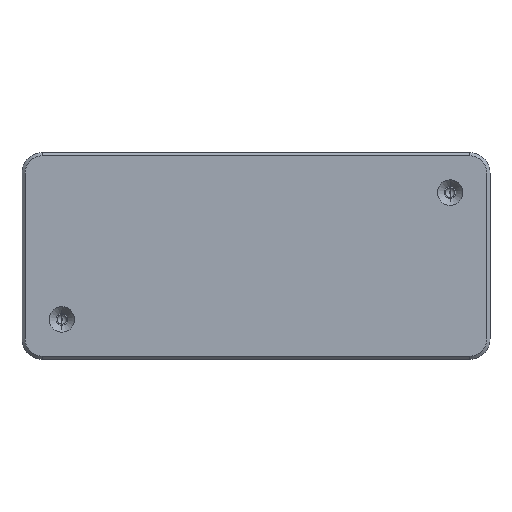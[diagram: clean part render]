
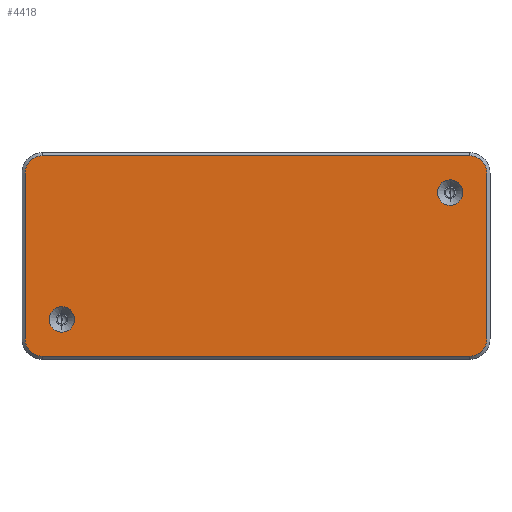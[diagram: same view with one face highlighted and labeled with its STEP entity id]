
A CAD part, front view. The second image highlights one B-rep face of the part: STEP entity #4418.
In plain terms, the highlighted planar face has unit normal (0, -1, 0).
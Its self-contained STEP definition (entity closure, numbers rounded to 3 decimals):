
#36 = DIRECTION ( 'NONE',  ( 0., 0., 1. ) ) ;
#404 = DIRECTION ( 'NONE',  ( 0., 0., 1. ) ) ;
#480 = CIRCLE ( 'NONE', #1534, 3.4 ) ;
#561 = EDGE_CURVE ( 'NONE', #4264, #1988, #6451, .T. ) ;
#728 = ORIENTED_EDGE ( 'NONE', *, *, #6874, .T. ) ;
#828 = EDGE_CURVE ( 'NONE', #1492, #2974, #7809, .T. ) ;
#867 = CARTESIAN_POINT ( 'NONE',  ( 42.1, -2., -19.75 ) ) ;
#1079 = AXIS2_PLACEMENT_3D ( 'NONE', #6359, #7107, #1385 ) ;
#1092 = CARTESIAN_POINT ( 'NONE',  ( -42.1, -2., 19.75 ) ) ;
#1190 = VERTEX_POINT ( 'NONE', #4599 ) ;
#1242 = DIRECTION ( 'NONE',  ( 0., 0., 1. ) ) ;
#1258 = DIRECTION ( 'NONE',  ( 0., 0., -1. ) ) ;
#1282 = VECTOR ( 'NONE', #1258, 1000. ) ;
#1304 = AXIS2_PLACEMENT_3D ( 'NONE', #5181, #7729, #7103 ) ;
#1385 = DIRECTION ( 'NONE',  ( 0., 0., 1. ) ) ;
#1492 = VERTEX_POINT ( 'NONE', #2193 ) ;
#1534 = AXIS2_PLACEMENT_3D ( 'NONE', #6127, #7336, #404 ) ;
#1541 = ORIENTED_EDGE ( 'NONE', *, *, #7270, .T. ) ;
#1587 = CIRCLE ( 'NONE', #5058, 3.4 ) ;
#1606 = CARTESIAN_POINT ( 'NONE',  ( -42.1, -2., -19.75 ) ) ;
#1611 = CARTESIAN_POINT ( 'NONE',  ( -45.5, -2., -16.35 ) ) ;
#1697 = VECTOR ( 'NONE', #7699, 1000. ) ;
#1804 = DIRECTION ( 'NONE',  ( 0., 1., 0. ) ) ;
#1988 = VERTEX_POINT ( 'NONE', #2810 ) ;
#2064 = VERTEX_POINT ( 'NONE', #1092 ) ;
#2081 = CIRCLE ( 'NONE', #6765, 3.4 ) ;
#2087 = VERTEX_POINT ( 'NONE', #4349 ) ;
#2193 = CARTESIAN_POINT ( 'NONE',  ( -38.25, -2., -10. ) ) ;
#2204 = ORIENTED_EDGE ( 'NONE', *, *, #5023, .T. ) ;
#2210 = DIRECTION ( 'NONE',  ( 0., -1., 0. ) ) ;
#2265 = EDGE_LOOP ( 'NONE', ( #2706, #4709 ) ) ;
#2348 = CARTESIAN_POINT ( 'NONE',  ( -38.25, -2., -15. ) ) ;
#2361 = CARTESIAN_POINT ( 'NONE',  ( 0., -2., -19.75 ) ) ;
#2369 = VERTEX_POINT ( 'NONE', #1606 ) ;
#2706 = ORIENTED_EDGE ( 'NONE', *, *, #7151, .T. ) ;
#2714 = EDGE_CURVE ( 'NONE', #7506, #4040, #4947, .T. ) ;
#2715 = CARTESIAN_POINT ( 'NONE',  ( 38.25, -2., 10. ) ) ;
#2810 = CARTESIAN_POINT ( 'NONE',  ( 45.5, -2., 16.35 ) ) ;
#2974 = VERTEX_POINT ( 'NONE', #2348 ) ;
#3287 = CIRCLE ( 'NONE', #4892, 2.5 ) ;
#3344 = DIRECTION ( 'NONE',  ( 0., -1., 0. ) ) ;
#3380 = CARTESIAN_POINT ( 'NONE',  ( -42.1, -2., -16.35 ) ) ;
#3383 = VERTEX_POINT ( 'NONE', #867 ) ;
#3464 = DIRECTION ( 'NONE',  ( 0., 0., 1. ) ) ;
#3604 = CARTESIAN_POINT ( 'NONE',  ( -42.1, -2., 16.35 ) ) ;
#3850 = CARTESIAN_POINT ( 'NONE',  ( 38.25, -2., 12.5 ) ) ;
#3942 = EDGE_CURVE ( 'NONE', #3383, #4264, #480, .T. ) ;
#3961 = ORIENTED_EDGE ( 'NONE', *, *, #6457, .T. ) ;
#4040 = VERTEX_POINT ( 'NONE', #2715 ) ;
#4080 = DIRECTION ( 'NONE',  ( 0., 1., 0. ) ) ;
#4171 = ORIENTED_EDGE ( 'NONE', *, *, #5877, .T. ) ;
#4264 = VERTEX_POINT ( 'NONE', #4395 ) ;
#4338 = EDGE_LOOP ( 'NONE', ( #4371, #7019 ) ) ;
#4349 = CARTESIAN_POINT ( 'NONE',  ( 42.1, -2., 19.75 ) ) ;
#4371 = ORIENTED_EDGE ( 'NONE', *, *, #7144, .T. ) ;
#4395 = CARTESIAN_POINT ( 'NONE',  ( 45.5, -2., -16.35 ) ) ;
#4418 = ADVANCED_FACE ( 'NONE', ( #5995, #7878, #4838 ), #5462, .F. ) ;
#4599 = CARTESIAN_POINT ( 'NONE',  ( -45.5, -2., 16.35 ) ) ;
#4709 = ORIENTED_EDGE ( 'NONE', *, *, #2714, .T. ) ;
#4748 = DIRECTION ( 'NONE',  ( 0., 0., 1. ) ) ;
#4751 = CIRCLE ( 'NONE', #5024, 2.5 ) ;
#4796 = CARTESIAN_POINT ( 'NONE',  ( 38.25, -2., 15. ) ) ;
#4824 = ORIENTED_EDGE ( 'NONE', *, *, #3942, .T. ) ;
#4838 = FACE_OUTER_BOUND ( 'NONE', #5333, .T. ) ;
#4892 = AXIS2_PLACEMENT_3D ( 'NONE', #3850, #5096, #5675 ) ;
#4904 = DIRECTION ( 'NONE',  ( 0., 0., 1. ) ) ;
#4917 = VERTEX_POINT ( 'NONE', #1611 ) ;
#4947 = CIRCLE ( 'NONE', #1079, 2.5 ) ;
#5023 = EDGE_CURVE ( 'NONE', #2369, #3383, #6926, .T. ) ;
#5024 = AXIS2_PLACEMENT_3D ( 'NONE', #7527, #1804, #36 ) ;
#5058 = AXIS2_PLACEMENT_3D ( 'NONE', #3604, #2210, #6826 ) ;
#5096 = DIRECTION ( 'NONE',  ( 0., 1., 0. ) ) ;
#5113 = ORIENTED_EDGE ( 'NONE', *, *, #7250, .T. ) ;
#5145 = CARTESIAN_POINT ( 'NONE',  ( 0., -2., 19.75 ) ) ;
#5181 = CARTESIAN_POINT ( 'NONE',  ( 42.1, -2., 16.35 ) ) ;
#5333 = EDGE_LOOP ( 'NONE', ( #1541, #2204, #4824, #5394, #728, #3961, #4171, #5113 ) ) ;
#5394 = ORIENTED_EDGE ( 'NONE', *, *, #561, .T. ) ;
#5462 = PLANE ( 'NONE',  #7819 ) ;
#5618 = DIRECTION ( 'NONE',  ( 1., 0., 0. ) ) ;
#5675 = DIRECTION ( 'NONE',  ( 0., 0., 1. ) ) ;
#5741 = CARTESIAN_POINT ( 'NONE',  ( 45.5, -2., 0. ) ) ;
#5877 = EDGE_CURVE ( 'NONE', #2064, #1190, #1587, .T. ) ;
#5995 = FACE_BOUND ( 'NONE', #2265, .T. ) ;
#6127 = CARTESIAN_POINT ( 'NONE',  ( 42.1, -2., -16.35 ) ) ;
#6243 = CIRCLE ( 'NONE', #1304, 3.4 ) ;
#6359 = CARTESIAN_POINT ( 'NONE',  ( 38.25, -2., 12.5 ) ) ;
#6390 = LINE ( 'NONE', #7060, #1282 ) ;
#6451 = LINE ( 'NONE', #5741, #7449 ) ;
#6457 = EDGE_CURVE ( 'NONE', #2087, #2064, #7078, .T. ) ;
#6701 = DIRECTION ( 'NONE',  ( 0., 1., 0. ) ) ;
#6765 = AXIS2_PLACEMENT_3D ( 'NONE', #3380, #3344, #4748 ) ;
#6826 = DIRECTION ( 'NONE',  ( 0., 0., 1. ) ) ;
#6874 = EDGE_CURVE ( 'NONE', #1988, #2087, #6243, .T. ) ;
#6876 = CARTESIAN_POINT ( 'NONE',  ( -38.25, -2., -12.5 ) ) ;
#6926 = LINE ( 'NONE', #2361, #8256 ) ;
#7019 = ORIENTED_EDGE ( 'NONE', *, *, #828, .T. ) ;
#7060 = CARTESIAN_POINT ( 'NONE',  ( -45.5, -2., 0. ) ) ;
#7078 = LINE ( 'NONE', #5145, #1697 ) ;
#7103 = DIRECTION ( 'NONE',  ( 0., 0., 1. ) ) ;
#7107 = DIRECTION ( 'NONE',  ( 0., 1., 0. ) ) ;
#7144 = EDGE_CURVE ( 'NONE', #2974, #1492, #4751, .T. ) ;
#7151 = EDGE_CURVE ( 'NONE', #4040, #7506, #3287, .T. ) ;
#7250 = EDGE_CURVE ( 'NONE', #1190, #4917, #6390, .T. ) ;
#7270 = EDGE_CURVE ( 'NONE', #4917, #2369, #2081, .T. ) ;
#7336 = DIRECTION ( 'NONE',  ( 0., -1., 0. ) ) ;
#7384 = CARTESIAN_POINT ( 'NONE',  ( 0., -2., 0. ) ) ;
#7449 = VECTOR ( 'NONE', #1242, 1000. ) ;
#7506 = VERTEX_POINT ( 'NONE', #4796 ) ;
#7527 = CARTESIAN_POINT ( 'NONE',  ( -38.25, -2., -12.5 ) ) ;
#7699 = DIRECTION ( 'NONE',  ( -1., 0., 0. ) ) ;
#7729 = DIRECTION ( 'NONE',  ( 0., -1., 0. ) ) ;
#7809 = CIRCLE ( 'NONE', #7829, 2.5 ) ;
#7819 = AXIS2_PLACEMENT_3D ( 'NONE', #7384, #4080, #3464 ) ;
#7829 = AXIS2_PLACEMENT_3D ( 'NONE', #6876, #6701, #4904 ) ;
#7878 = FACE_BOUND ( 'NONE', #4338, .T. ) ;
#8256 = VECTOR ( 'NONE', #5618, 1000. ) ;
